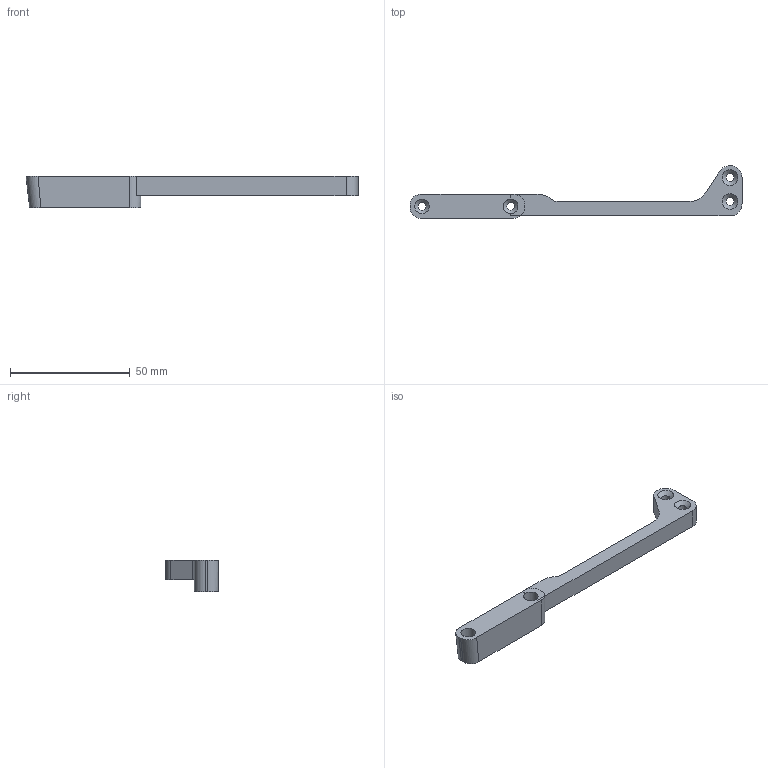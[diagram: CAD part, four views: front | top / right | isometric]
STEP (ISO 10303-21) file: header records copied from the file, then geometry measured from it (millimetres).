
FILE_DESCRIPTION(('FreeCAD Model'),'2;1');
FILE_NAME('Open CASCADE Shape Model','2023-06-25T14:59:53',(''),(''), 'Open CASCADE STEP processor 7.6','FreeCAD','Unknown');
FILE_SCHEMA(('AUTOMOTIVE_DESIGN { 1 0 10303 214 1 1 1 1 }'));
Length unit declared in the file: millimetre
Products named in the file (1): Groove044
Bounding box: 138.5 x 22.02 x 13 mm (x, y, z)
Volume: 11143.7 mm3; surface area: 5850 mm2
Topology: 1 solids, 1 shells, 36 faces, 97 edges, 62 vertices
Faces by surface type: cylinder 13, plane 10, bspline 8, cone 5
Full cylindrical faces by diameter (mm): 3.4 x4, 6.1 x2
Entity records: 2556 total; most frequent: CARTESIAN_POINT 647, DIRECTION 339, ORIENTED_EDGE 194, PCURVE 194, DEFINITIONAL_REPRESENTATION 194, LINE 183, VECTOR 183, EDGE_CURVE 97
